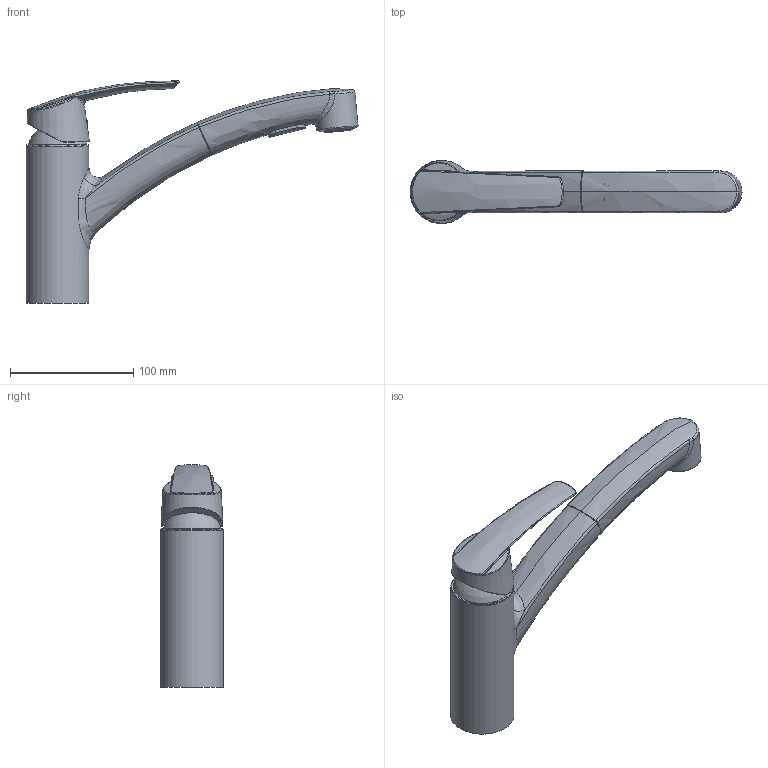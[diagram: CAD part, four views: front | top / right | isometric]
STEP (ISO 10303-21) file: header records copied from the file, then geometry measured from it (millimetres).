
FILE_DESCRIPTION(/* description */ ('Unknown'),/* implementation_level */ '2;1');
FILE_NAME(/* name */ '30307000',/* time_stamp */ '2022-09-08T03:39:33+02:00',/* author */ ('Unknown'),/* organization */ ('GROHE AG'),/* preprocessor_version */ 'ST-DEVELOPER v16.7',/* originating_system */ 'DEX',/* authorisation */ $);
FILE_SCHEMA (('AUTOMOTIVE_DESIGN {1 0 10303 214 3 1 1}'));
Products named in the file (10): 30307000; 30307000_0; 30307000_1; SJ-407806-4; SJ-407806-2; 55502-00-02; 55502-00-15; 30307000_2; id1395
Assembly tree (9 placements, depth 2):
  30307000
    30307000
    30307000_0
    30307000_1
    SJ-407806-4
    SJ-407806-2
    55502-00-02
    55502-00-15
    30307000_2
    id1395
Bounding box: 268.95 x 51 x 180.42 mm (x, y, z)
Volume: 186215.7 mm3; surface area: 123418.8 mm2
Topology: 8 solids, 32 shells, 1154 faces, 3207 edges, 2088 vertices
Faces by surface type: bspline 442, plane 349, cylinder 204, cone 63, torus 48, sphere 48
Full cylindrical faces by diameter (mm): 2.35 x20, 3.5 x1, 6.5 x1, 6.9 x1, 15 x1, 16.5 x1, 22.4 x1, 27.965 x1, 30 x1, 40 x1, 43.1 x1, 43.5 x1, 45.2 x1, 45.4 x1, 45.8 x2, 46.1 x1, 46.6 x1, 50.216 x1, 51 x1
Entity records: 97835 total; most frequent: CARTESIAN_POINT 67076, ORIENTED_EDGE 5942, DIRECTION 3442, EDGE_CURVE 3071, VERTEX_POINT 2052, B_SPLINE_CURVE_WITH_KNOTS 1656, EDGE_LOOP 1305, FACE_BOUND 1305
